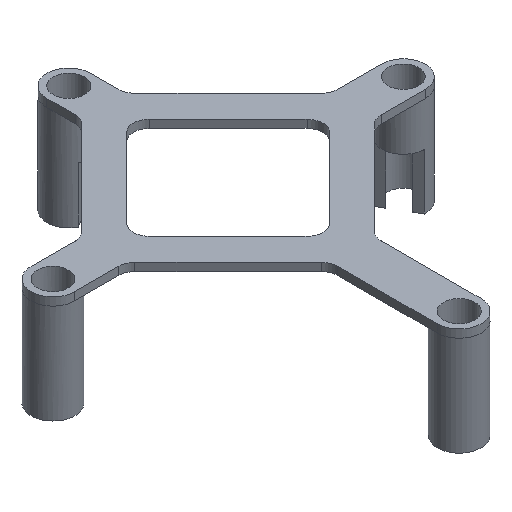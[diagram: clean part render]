
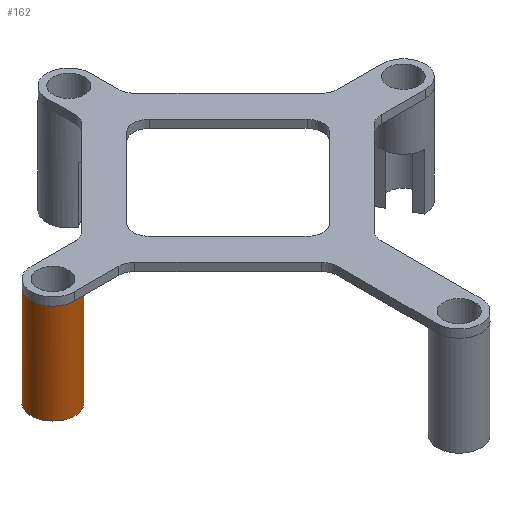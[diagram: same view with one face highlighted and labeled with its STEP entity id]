
A CAD part, isometric view. The second image highlights one B-rep face of the part: STEP entity #162.
In plain terms, the highlighted cylindrical face has radius 2.75 mm (diameter 5.5 mm), a full revolution.
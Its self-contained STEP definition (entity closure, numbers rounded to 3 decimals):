
#162=ADVANCED_FACE('',(#942,#944),#946,.T.);
#942=FACE_BOUND('',#943,.T.);
#943=EDGE_LOOP('',(#1529,#1530,#1531));
#944=FACE_BOUND('',#945,.T.);
#945=EDGE_LOOP('',(#1532,#1533,#1534,#1535,#1536));
#946=CYLINDRICAL_SURFACE('',#947,2.75);
#947=AXIS2_PLACEMENT_3D('',#948,#949,#950);
#948=CARTESIAN_POINT('',(-22.,2.,-14.5));
#949=DIRECTION('',(0.,0.,1.));
#950=DIRECTION('',(1.,0.,0.));
#1529=ORIENTED_EDGE('',*,*,#1935,.T.);
#1530=ORIENTED_EDGE('',*,*,#1936,.F.);
#1531=ORIENTED_EDGE('',*,*,#1937,.T.);
#1532=ORIENTED_EDGE('',*,*,#1938,.T.);
#1533=ORIENTED_EDGE('',*,*,#1939,.T.);
#1534=ORIENTED_EDGE('',*,*,#1940,.F.);
#1535=ORIENTED_EDGE('',*,*,#1941,.T.);
#1536=ORIENTED_EDGE('',*,*,#1942,.T.);
#1935=EDGE_CURVE('',#2086,#2087,#2088,.F.);
#1936=EDGE_CURVE('',#2089,#2087,#2090,.T.);
#1937=EDGE_CURVE('',#2089,#2086,#2091,.F.);
#1938=EDGE_CURVE('',#2092,#2093,#2094,.T.);
#1939=EDGE_CURVE('',#2093,#2095,#2096,.F.);
#1940=EDGE_CURVE('',#2097,#2095,#2098,.F.);
#1941=EDGE_CURVE('',#2097,#2099,#2100,.T.);
#1942=EDGE_CURVE('',#2099,#2092,#2101,.T.);
#2086=VERTEX_POINT('',#2339);
#2087=VERTEX_POINT('',#2340);
#2088=CIRCLE('',#2341,2.75);
#2089=VERTEX_POINT('',#2345);
#2090=CIRCLE('',#2346,2.75);
#2091=CIRCLE('',#2350,2.75);
#2092=VERTEX_POINT('',#2354);
#2093=VERTEX_POINT('',#2355);
#2094=CIRCLE('',#2356,2.75);
#2095=VERTEX_POINT('',#2360);
#2096=LINE('',#2361,#2362);
#2097=VERTEX_POINT('',#2364);
#2098=CIRCLE('',#2365,2.75);
#2099=VERTEX_POINT('',#2369);
#2100=LINE('',#2370,#2371);
#2101=CIRCLE('',#2373,2.75);
#2339=CARTESIAN_POINT('',(-19.25,2.,-1.));
#2340=CARTESIAN_POINT('',(-22.,-0.75,-1.));
#2341=AXIS2_PLACEMENT_3D('',#2342,#2343,#2344);
#2342=CARTESIAN_POINT('',(-22.,2.,-1.));
#2343=DIRECTION('',(0.,0.,1.));
#2344=DIRECTION('',(0.,-1.,0.));
#2345=CARTESIAN_POINT('',(-22.,4.75,-1.));
#2346=AXIS2_PLACEMENT_3D('',#2347,#2348,#2349);
#2347=CARTESIAN_POINT('',(-22.,2.,-1.));
#2348=DIRECTION('',(0.,0.,1.));
#2349=DIRECTION('',(0.,1.,0.));
#2350=AXIS2_PLACEMENT_3D('',#2351,#2352,#2353);
#2351=CARTESIAN_POINT('',(-22.,2.,-1.));
#2352=DIRECTION('',(0.,0.,1.));
#2353=DIRECTION('',(1.,0.,0.));
#2354=CARTESIAN_POINT('',(-19.25,2.,-6.5));
#2355=CARTESIAN_POINT('',(-21.98,4.75,-6.5));
#2356=AXIS2_PLACEMENT_3D('',#2357,#2358,#2359);
#2357=CARTESIAN_POINT('',(-22.,2.,-6.5));
#2358=DIRECTION('',(0.,0.,1.));
#2359=DIRECTION('',(1.,0.,0.));
#2360=CARTESIAN_POINT('',(-21.98,4.75,-13.5));
#2361=CARTESIAN_POINT('',(-21.98,4.75,-13.5));
#2362=VECTOR('',#2363,1.);
#2363=DIRECTION('',(0.,0.,1.));
#2364=CARTESIAN_POINT('',(-19.585,0.684,-13.5));
#2365=AXIS2_PLACEMENT_3D('',#2366,#2367,#2368);
#2366=CARTESIAN_POINT('',(-22.,2.,-13.5));
#2367=DIRECTION('',(0.,0.,1.));
#2368=DIRECTION('',(0.007,1.,0.));
#2369=CARTESIAN_POINT('',(-19.585,0.684,-6.5));
#2370=CARTESIAN_POINT('',(-19.585,0.684,-13.5));
#2371=VECTOR('',#2372,1.);
#2372=DIRECTION('',(0.,0.,1.));
#2373=AXIS2_PLACEMENT_3D('',#2374,#2375,#2376);
#2374=CARTESIAN_POINT('',(-22.,2.,-6.5));
#2375=DIRECTION('',(0.,0.,1.));
#2376=DIRECTION('',(0.878,-0.478,0.));
